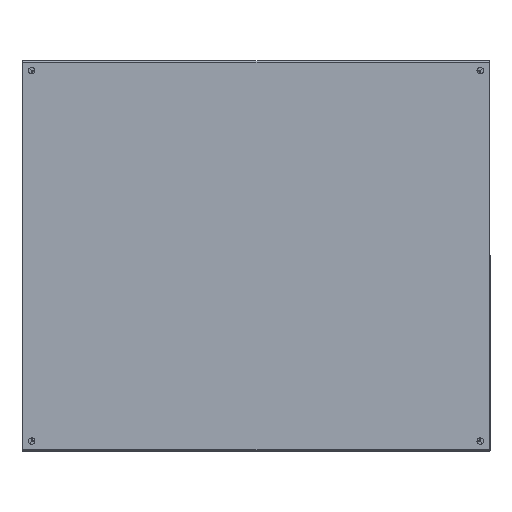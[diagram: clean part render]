
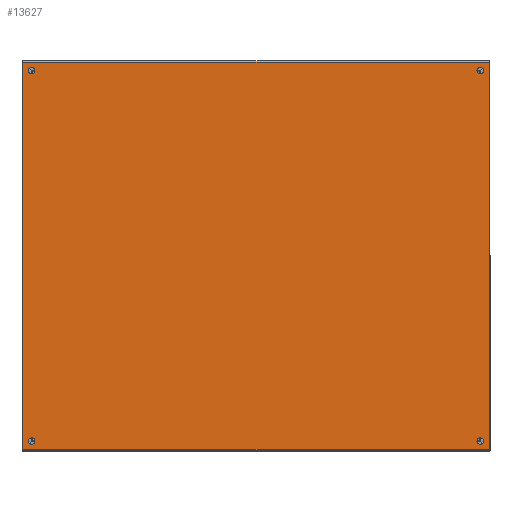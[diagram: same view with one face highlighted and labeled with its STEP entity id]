
A CAD part, top view. The second image highlights one B-rep face of the part: STEP entity #13627.
In plain terms, the highlighted face is planar.
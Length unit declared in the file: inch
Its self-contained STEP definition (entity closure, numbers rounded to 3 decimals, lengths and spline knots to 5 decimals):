
#459 = CARTESIAN_POINT ( 'NONE',  ( 0., 0.072, -14.892 ) ) ;
#527 = CIRCLE ( 'NONE', #12443, 0.25 ) ;
#1114 = CARTESIAN_POINT ( 'NONE',  ( 0., 35.25, 14.25 ) ) ;
#1132 = VECTOR ( 'NONE', #19176, 39.37008 ) ;
#1638 = AXIS2_PLACEMENT_3D ( 'NONE', #1114, #15316, #43916 ) ;
#1671 = AXIS2_PLACEMENT_3D ( 'NONE', #24178, #41376, #3506 ) ;
#2072 = VECTOR ( 'NONE', #30881, 39.37008 ) ;
#2126 = EDGE_CURVE ( 'NONE', #45147, #43952, #16178, .T. ) ;
#2827 = CARTESIAN_POINT ( 'NONE',  ( 0., 35.25, -14.25 ) ) ;
#3141 = ORIENTED_EDGE ( 'NONE', *, *, #21809, .F. ) ;
#3206 = DIRECTION ( 'NONE',  ( 0., 1., 0. ) ) ;
#3307 = DIRECTION ( 'NONE',  ( 0., -1., 0. ) ) ;
#3506 = DIRECTION ( 'NONE',  ( 0., -1., 0. ) ) ;
#4228 = FACE_BOUND ( 'NONE', #28611, .T. ) ;
#4702 = VERTEX_POINT ( 'NONE', #32408 ) ;
#4765 = VECTOR ( 'NONE', #11230, 39.37008 ) ;
#5368 = DIRECTION ( 'NONE',  ( 0., -1., 0. ) ) ;
#5566 = VERTEX_POINT ( 'NONE', #44092 ) ;
#5623 = ORIENTED_EDGE ( 'NONE', *, *, #32648, .T. ) ;
#5804 = ORIENTED_EDGE ( 'NONE', *, *, #28742, .T. ) ;
#6754 = LINE ( 'NONE', #31796, #2072 ) ;
#6805 = LINE ( 'NONE', #10541, #4765 ) ;
#7740 = ORIENTED_EDGE ( 'NONE', *, *, #38267, .F. ) ;
#8168 = PLANE ( 'NONE',  #43676 ) ;
#8766 = CARTESIAN_POINT ( 'NONE',  ( 0., 35.928, 14.892 ) ) ;
#9091 = CIRCLE ( 'NONE', #1671, 0.25 ) ;
#9127 = VERTEX_POINT ( 'NONE', #45195 ) ;
#10541 = CARTESIAN_POINT ( 'NONE',  ( 0., 0.072, 14.892 ) ) ;
#11009 = CARTESIAN_POINT ( 'NONE',  ( 0., 0.5, -14.25 ) ) ;
#11230 = DIRECTION ( 'NONE',  ( 0., -1., 0. ) ) ;
#11317 = EDGE_CURVE ( 'NONE', #5566, #27843, #16023, .T. ) ;
#11352 = ORIENTED_EDGE ( 'NONE', *, *, #23483, .T. ) ;
#11415 = AXIS2_PLACEMENT_3D ( 'NONE', #17966, #14554, #21027 ) ;
#12443 = AXIS2_PLACEMENT_3D ( 'NONE', #2827, #35100, #3307 ) ;
#13627 = ADVANCED_FACE ( 'NONE', ( #14897, #28870, #39978, #4228, #25379 ), #8168, .F. ) ;
#13893 = CARTESIAN_POINT ( 'NONE',  ( 0., 35.928, -14.892 ) ) ;
#14529 = ORIENTED_EDGE ( 'NONE', *, *, #36268, .T. ) ;
#14554 = DIRECTION ( 'NONE',  ( 1., 0., 0. ) ) ;
#14634 = EDGE_CURVE ( 'NONE', #23649, #40754, #6754, .T. ) ;
#14853 = CIRCLE ( 'NONE', #35576, 0.25 ) ;
#14897 = FACE_OUTER_BOUND ( 'NONE', #35994, .T. ) ;
#14936 = VECTOR ( 'NONE', #3206, 39.37008 ) ;
#14941 = DIRECTION ( 'NONE',  ( 1., 0., 0. ) ) ;
#15316 = DIRECTION ( 'NONE',  ( 1., 0., 0. ) ) ;
#15756 = LINE ( 'NONE', #44350, #1132 ) ;
#15828 = ORIENTED_EDGE ( 'NONE', *, *, #39640, .T. ) ;
#16023 = CIRCLE ( 'NONE', #44253, 0.25 ) ;
#16178 = CIRCLE ( 'NONE', #27333, 0.25 ) ;
#16192 = CARTESIAN_POINT ( 'NONE',  ( 0., 35.928, -14.892 ) ) ;
#16575 = DIRECTION ( 'NONE',  ( 0., -1., 0. ) ) ;
#16703 = EDGE_CURVE ( 'NONE', #20614, #22818, #15756, .T. ) ;
#17776 = LINE ( 'NONE', #13893, #14936 ) ;
#17921 = DIRECTION ( 'NONE',  ( 0., -1., 0. ) ) ;
#17966 = CARTESIAN_POINT ( 'NONE',  ( 0., 0.75, 14.25 ) ) ;
#18477 = CARTESIAN_POINT ( 'NONE',  ( 0., 35.5, -14.25 ) ) ;
#19176 = DIRECTION ( 'NONE',  ( 0., 0., -1. ) ) ;
#19448 = ORIENTED_EDGE ( 'NONE', *, *, #2126, .T. ) ;
#19688 = AXIS2_PLACEMENT_3D ( 'NONE', #22512, #44819, #40622 ) ;
#19813 = ORIENTED_EDGE ( 'NONE', *, *, #37058, .T. ) ;
#20614 = VERTEX_POINT ( 'NONE', #8766 ) ;
#21027 = DIRECTION ( 'NONE',  ( 0., -1., 0. ) ) ;
#21809 = EDGE_CURVE ( 'NONE', #23649, #22818, #17776, .T. ) ;
#21991 = VERTEX_POINT ( 'NONE', #18477 ) ;
#22412 = CIRCLE ( 'NONE', #1638, 0.25 ) ;
#22512 = CARTESIAN_POINT ( 'NONE',  ( 0., 0.75, 14.25 ) ) ;
#22818 = VERTEX_POINT ( 'NONE', #16192 ) ;
#23296 = EDGE_LOOP ( 'NONE', ( #19448, #14529 ) ) ;
#23371 = CARTESIAN_POINT ( 'NONE',  ( 0., 0.75, -14.25 ) ) ;
#23483 = EDGE_CURVE ( 'NONE', #21991, #25514, #14853, .T. ) ;
#23649 = VERTEX_POINT ( 'NONE', #459 ) ;
#24178 = CARTESIAN_POINT ( 'NONE',  ( 0., 0.75, -14.25 ) ) ;
#24954 = CARTESIAN_POINT ( 'NONE',  ( 0., 35.25, -14.25 ) ) ;
#25379 = FACE_BOUND ( 'NONE', #23296, .T. ) ;
#25514 = VERTEX_POINT ( 'NONE', #45991 ) ;
#27333 = AXIS2_PLACEMENT_3D ( 'NONE', #33510, #30060, #43812 ) ;
#27843 = VERTEX_POINT ( 'NONE', #11009 ) ;
#28611 = EDGE_LOOP ( 'NONE', ( #19813, #15828 ) ) ;
#28742 = EDGE_CURVE ( 'NONE', #25514, #21991, #527, .T. ) ;
#28870 = FACE_BOUND ( 'NONE', #32246, .T. ) ;
#30060 = DIRECTION ( 'NONE',  ( 1., 0., 0. ) ) ;
#30881 = DIRECTION ( 'NONE',  ( 0., 0., 1. ) ) ;
#31796 = CARTESIAN_POINT ( 'NONE',  ( 0., 0.072, 14.928 ) ) ;
#32246 = EDGE_LOOP ( 'NONE', ( #5623, #44965 ) ) ;
#32408 = CARTESIAN_POINT ( 'NONE',  ( 0., 0.5, 14.25 ) ) ;
#32648 = EDGE_CURVE ( 'NONE', #27843, #5566, #9091, .T. ) ;
#32980 = DIRECTION ( 'NONE',  ( 1., 0., 0. ) ) ;
#33510 = CARTESIAN_POINT ( 'NONE',  ( 0., 35.25, 14.25 ) ) ;
#33799 = CIRCLE ( 'NONE', #19688, 0.25 ) ;
#33995 = DIRECTION ( 'NONE',  ( 1., 0., 0. ) ) ;
#35100 = DIRECTION ( 'NONE',  ( 1., 0., 0. ) ) ;
#35576 = AXIS2_PLACEMENT_3D ( 'NONE', #24954, #14941, #17921 ) ;
#35994 = EDGE_LOOP ( 'NONE', ( #7740, #44553, #3141, #42014 ) ) ;
#36268 = EDGE_CURVE ( 'NONE', #43952, #45147, #22412, .T. ) ;
#37058 = EDGE_CURVE ( 'NONE', #4702, #9127, #42535, .T. ) ;
#38267 = EDGE_CURVE ( 'NONE', #20614, #40754, #6805, .T. ) ;
#38422 = EDGE_LOOP ( 'NONE', ( #5804, #11352 ) ) ;
#39640 = EDGE_CURVE ( 'NONE', #9127, #4702, #33799, .T. ) ;
#39978 = FACE_BOUND ( 'NONE', #38422, .T. ) ;
#40622 = DIRECTION ( 'NONE',  ( 0., -1., 0. ) ) ;
#40754 = VERTEX_POINT ( 'NONE', #45309 ) ;
#41376 = DIRECTION ( 'NONE',  ( 1., 0., 0. ) ) ;
#42014 = ORIENTED_EDGE ( 'NONE', *, *, #14634, .T. ) ;
#42535 = CIRCLE ( 'NONE', #11415, 0.25 ) ;
#42916 = CARTESIAN_POINT ( 'NONE',  ( 0., 35.5, 14.25 ) ) ;
#43285 = CARTESIAN_POINT ( 'NONE',  ( 0., 35., 14.25 ) ) ;
#43676 = AXIS2_PLACEMENT_3D ( 'NONE', #43730, #32980, #5368 ) ;
#43730 = CARTESIAN_POINT ( 'NONE',  ( 0., 0.072, 14.928 ) ) ;
#43812 = DIRECTION ( 'NONE',  ( 0., -1., 0. ) ) ;
#43916 = DIRECTION ( 'NONE',  ( 0., -1., 0. ) ) ;
#43952 = VERTEX_POINT ( 'NONE', #42916 ) ;
#44092 = CARTESIAN_POINT ( 'NONE',  ( 0., 1., -14.25 ) ) ;
#44253 = AXIS2_PLACEMENT_3D ( 'NONE', #23371, #33995, #16575 ) ;
#44350 = CARTESIAN_POINT ( 'NONE',  ( 0., 35.928, -14.928 ) ) ;
#44553 = ORIENTED_EDGE ( 'NONE', *, *, #16703, .T. ) ;
#44819 = DIRECTION ( 'NONE',  ( 1., 0., 0. ) ) ;
#44965 = ORIENTED_EDGE ( 'NONE', *, *, #11317, .T. ) ;
#45147 = VERTEX_POINT ( 'NONE', #43285 ) ;
#45195 = CARTESIAN_POINT ( 'NONE',  ( 0., 1., 14.25 ) ) ;
#45309 = CARTESIAN_POINT ( 'NONE',  ( 0., 0.072, 14.892 ) ) ;
#45991 = CARTESIAN_POINT ( 'NONE',  ( 0., 35., -14.25 ) ) ;
